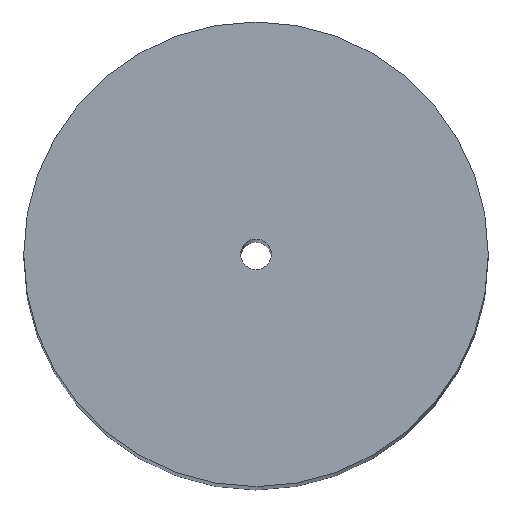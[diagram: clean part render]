
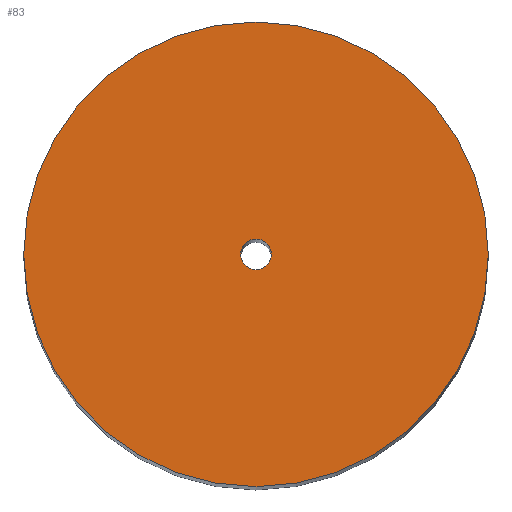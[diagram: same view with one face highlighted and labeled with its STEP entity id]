
A CAD part, top view. The second image highlights one B-rep face of the part: STEP entity #83.
In plain terms, the highlighted planar face has unit normal (0, 0, 1).
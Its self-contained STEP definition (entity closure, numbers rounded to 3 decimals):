
#15=FACE_BOUND('',#26,.T.);
#17=PLANE('',#115);
#21=FACE_OUTER_BOUND('',#25,.T.);
#25=EDGE_LOOP('',(#71,#72));
#26=EDGE_LOOP('',(#73,#74));
#33=CIRCLE('',#106,2.5);
#34=CIRCLE('',#107,2.5);
#37=CIRCLE('',#111,38.);
#38=CIRCLE('',#112,38.);
#41=VERTEX_POINT('',#147);
#42=VERTEX_POINT('',#148);
#45=VERTEX_POINT('',#157);
#46=VERTEX_POINT('',#158);
#49=EDGE_CURVE('',#41,#42,#33,.T.);
#50=EDGE_CURVE('',#42,#41,#34,.T.);
#54=EDGE_CURVE('',#45,#46,#37,.T.);
#55=EDGE_CURVE('',#46,#45,#38,.T.);
#71=ORIENTED_EDGE('',*,*,#54,.T.);
#72=ORIENTED_EDGE('',*,*,#55,.T.);
#73=ORIENTED_EDGE('',*,*,#49,.T.);
#74=ORIENTED_EDGE('',*,*,#50,.T.);
#83=ADVANCED_FACE('',(#21,#15),#17,.T.);
#106=AXIS2_PLACEMENT_3D('',#149,#121,#122);
#107=AXIS2_PLACEMENT_3D('',#150,#123,#124);
#111=AXIS2_PLACEMENT_3D('',#159,#132,#133);
#112=AXIS2_PLACEMENT_3D('',#160,#134,#135);
#115=AXIS2_PLACEMENT_3D('',#166,#141,#142);
#121=DIRECTION('center_axis',(0.,0.,-1.));
#122=DIRECTION('ref_axis',(1.,0.,0.));
#123=DIRECTION('center_axis',(0.,0.,-1.));
#124=DIRECTION('ref_axis',(1.,0.,0.));
#132=DIRECTION('center_axis',(0.,0.,1.));
#133=DIRECTION('ref_axis',(1.,0.,0.));
#134=DIRECTION('center_axis',(0.,0.,1.));
#135=DIRECTION('ref_axis',(1.,0.,0.));
#141=DIRECTION('center_axis',(0.,0.,1.));
#142=DIRECTION('ref_axis',(1.,0.,0.));
#147=CARTESIAN_POINT('',(2.5,0.,315.));
#148=CARTESIAN_POINT('',(-2.5,0.,315.));
#149=CARTESIAN_POINT('Origin',(0.,0.,315.));
#150=CARTESIAN_POINT('Origin',(0.,0.,315.));
#157=CARTESIAN_POINT('',(38.,0.,315.));
#158=CARTESIAN_POINT('',(-38.,0.,315.));
#159=CARTESIAN_POINT('Origin',(0.,0.,315.));
#160=CARTESIAN_POINT('Origin',(0.,0.,315.));
#166=CARTESIAN_POINT('Origin',(0.,0.,315.));
